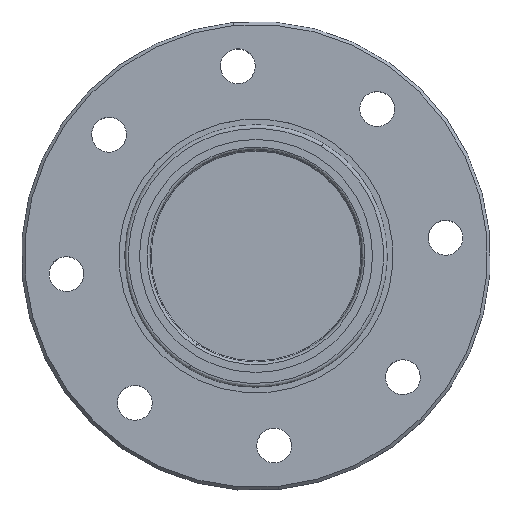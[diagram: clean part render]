
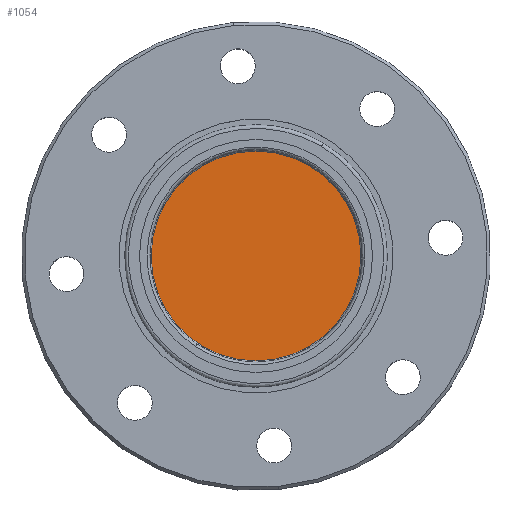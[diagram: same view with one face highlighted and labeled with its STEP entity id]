
A CAD part, top view. The second image highlights one B-rep face of the part: STEP entity #1054.
In plain terms, the highlighted planar face has unit normal (0, 0, 1).
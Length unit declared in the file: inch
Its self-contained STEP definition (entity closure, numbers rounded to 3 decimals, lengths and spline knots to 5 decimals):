
#325 = CARTESIAN_POINT ( 'NONE',  ( 0., -0.9995, 0.094 ) ) ;
#405 = VERTEX_POINT ( 'NONE', #325 ) ;
#434 = EDGE_LOOP ( 'NONE', ( #677, #711 ) ) ;
#528 = VERTEX_POINT ( 'NONE', #945 ) ;
#677 = ORIENTED_EDGE ( 'NONE', *, *, #2705, .T. ) ;
#711 = ORIENTED_EDGE ( 'NONE', *, *, #2618, .T. ) ;
#945 = CARTESIAN_POINT ( 'NONE',  ( 0., 0.9995, 0.094 ) ) ;
#1054 = ADVANCED_FACE ( 'NONE', ( #2097 ), #2332, .T. ) ;
#1596 = CIRCLE ( 'NONE', #1701, 0.9995 ) ;
#1701 = AXIS2_PLACEMENT_3D ( 'NONE', #2558, #2557, #2556 ) ;
#1806 = AXIS2_PLACEMENT_3D ( 'NONE', #2098, #2382, #2265 ) ;
#1820 = AXIS2_PLACEMENT_3D ( 'NONE', #2241, #2259, #2376 ) ;
#1857 = CIRCLE ( 'NONE', #1820, 0.9995 ) ;
#2097 = FACE_OUTER_BOUND ( 'NONE', #434, .T. ) ;
#2098 = CARTESIAN_POINT ( 'NONE',  ( 0., 0., 0.094 ) ) ;
#2241 = CARTESIAN_POINT ( 'NONE',  ( 0., 0., 0.094 ) ) ;
#2259 = DIRECTION ( 'NONE',  ( 0., 0., 1. ) ) ;
#2265 = DIRECTION ( 'NONE',  ( 1., 0., 0. ) ) ;
#2332 = PLANE ( 'NONE',  #1806 ) ;
#2376 = DIRECTION ( 'NONE',  ( 0., -1., 0. ) ) ;
#2382 = DIRECTION ( 'NONE',  ( 0., 0., 1. ) ) ;
#2556 = DIRECTION ( 'NONE',  ( 0., -1., 0. ) ) ;
#2557 = DIRECTION ( 'NONE',  ( 0., 0., 1. ) ) ;
#2558 = CARTESIAN_POINT ( 'NONE',  ( 0., 0., 0.094 ) ) ;
#2618 = EDGE_CURVE ( 'NONE', #528, #405, #1857, .T. ) ;
#2705 = EDGE_CURVE ( 'NONE', #405, #528, #1596, .T. ) ;
